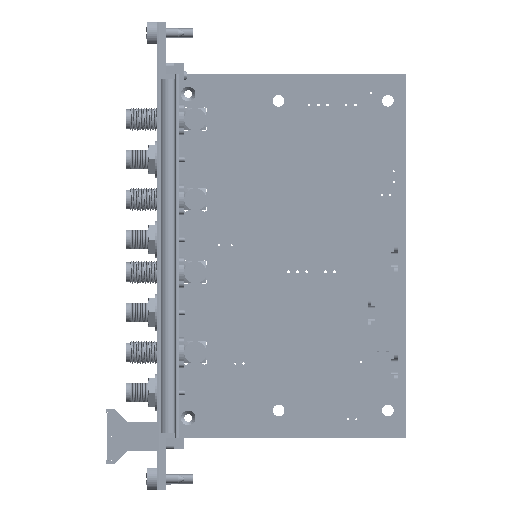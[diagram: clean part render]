
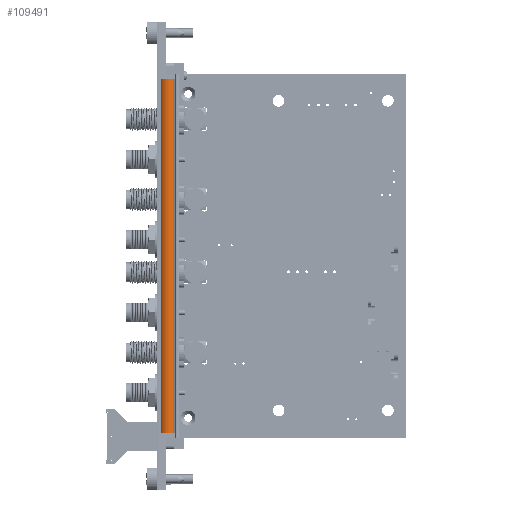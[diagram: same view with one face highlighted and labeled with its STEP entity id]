
A CAD part, top view. The second image highlights one B-rep face of the part: STEP entity #109491.
In plain terms, the highlighted cylindrical face has radius 2.357 mm (diameter 4.714 mm), a partial arc.
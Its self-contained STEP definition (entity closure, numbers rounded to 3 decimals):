
#109268 = VERTEX_POINT('',#109269);
#109269 = CARTESIAN_POINT('',(32.82,12.7,1.358));
#109276 = EDGE_CURVE('',#109277,#109268,#109279,.T.);
#109277 = VERTEX_POINT('',#109278);
#109278 = CARTESIAN_POINT('',(32.82,109.7,1.358));
#109279 = LINE('',#109280,#109281);
#109280 = CARTESIAN_POINT('',(32.82,109.7,1.358));
#109281 = VECTOR('',#109282,1.);
#109282 = DIRECTION('',(0.,-1.,0.));
#109308 = VERTEX_POINT('',#109309);
#109309 = CARTESIAN_POINT('',(32.693,109.7,-2.253));
#109318 = EDGE_CURVE('',#109308,#109319,#109321,.T.);
#109319 = VERTEX_POINT('',#109320);
#109320 = CARTESIAN_POINT('',(32.693,12.7,-2.253));
#109321 = LINE('',#109322,#109323);
#109322 = CARTESIAN_POINT('',(32.693,109.7,-2.253));
#109323 = VECTOR('',#109324,1.);
#109324 = DIRECTION('',(0.,-1.,0.));
#109491 = ADVANCED_FACE('',(#109492),#109510,.T.);
#109492 = FACE_BOUND('',#109493,.T.);
#109493 = EDGE_LOOP('',(#109494,#109501,#109502,#109509));
#109494 = ORIENTED_EDGE('',*,*,#109495,.T.);
#109495 = EDGE_CURVE('',#109268,#109319,#109496,.T.);
#109496 = CIRCLE('',#109497,2.357);
#109497 = AXIS2_PLACEMENT_3D('',#109498,#109499,#109500);
#109498 = CARTESIAN_POINT('',(31.243,12.7,-0.395));
#109499 = DIRECTION('',(0.,1.,0.));
#109500 = DIRECTION('',(0.,-0.,1.));
#109501 = ORIENTED_EDGE('',*,*,#109318,.F.);
#109502 = ORIENTED_EDGE('',*,*,#109503,.F.);
#109503 = EDGE_CURVE('',#109277,#109308,#109504,.T.);
#109504 = CIRCLE('',#109505,2.357);
#109505 = AXIS2_PLACEMENT_3D('',#109506,#109507,#109508);
#109506 = CARTESIAN_POINT('',(31.243,109.7,-0.395));
#109507 = DIRECTION('',(0.,1.,0.));
#109508 = DIRECTION('',(0.,-0.,1.));
#109509 = ORIENTED_EDGE('',*,*,#109276,.T.);
#109510 = CYLINDRICAL_SURFACE('',#109511,2.357);
#109511 = AXIS2_PLACEMENT_3D('',#109512,#109513,#109514);
#109512 = CARTESIAN_POINT('',(31.243,109.7,-0.395));
#109513 = DIRECTION('',(0.,1.,0.));
#109514 = DIRECTION('',(0.,0.,-1.));
